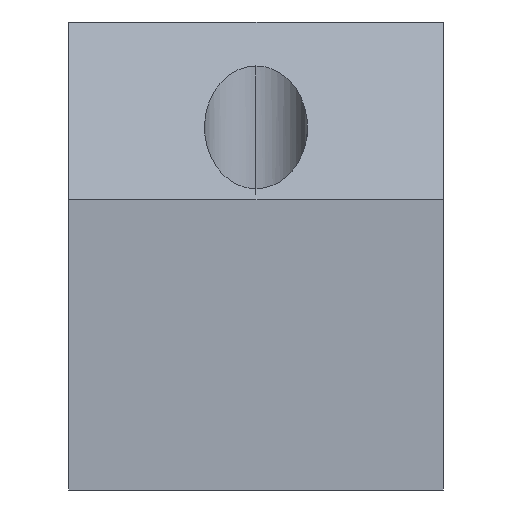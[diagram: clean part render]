
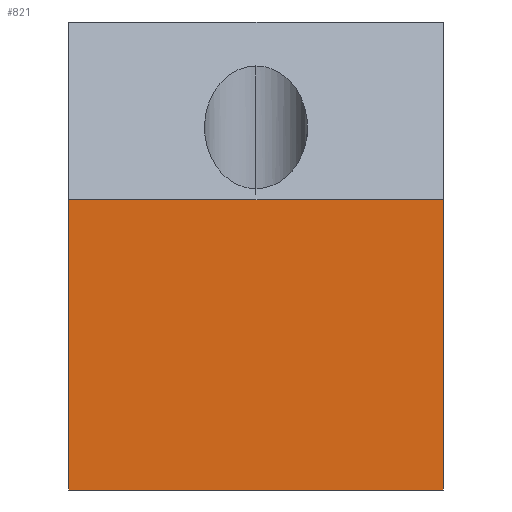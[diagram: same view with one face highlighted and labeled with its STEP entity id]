
A CAD part, left-side view. The second image highlights one B-rep face of the part: STEP entity #821.
In plain terms, the highlighted planar face has unit normal (-1, 0, 0).
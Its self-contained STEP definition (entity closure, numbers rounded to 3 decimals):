
#1 = LINE ( 'NONE', #1148, #292 ) ;
#28 = EDGE_CURVE ( 'NONE', #30, #590, #1, .T. ) ;
#30 = VERTEX_POINT ( 'NONE', #211 ) ;
#56 = CARTESIAN_POINT ( 'NONE',  ( -68., 20., 6. ) ) ;
#69 = EDGE_CURVE ( 'NONE', #824, #432, #501, .T. ) ;
#94 = EDGE_CURVE ( 'NONE', #590, #432, #1119, .T. ) ;
#135 = ORIENTED_EDGE ( 'NONE', *, *, #69, .F. ) ;
#210 = PLANE ( 'NONE',  #1100 ) ;
#211 = CARTESIAN_POINT ( 'NONE',  ( -68., 20., 6. ) ) ;
#267 = CARTESIAN_POINT ( 'NONE',  ( -68., 20., -25. ) ) ;
#292 = VECTOR ( 'NONE', #1142, 1000. ) ;
#428 = FACE_OUTER_BOUND ( 'NONE', #1240, .T. ) ;
#432 = VERTEX_POINT ( 'NONE', #1070 ) ;
#501 = LINE ( 'NONE', #912, #1000 ) ;
#590 = VERTEX_POINT ( 'NONE', #267 ) ;
#626 = CARTESIAN_POINT ( 'NONE',  ( -68., 20., 25. ) ) ;
#704 = CARTESIAN_POINT ( 'NONE',  ( -68., 20., -25. ) ) ;
#772 = DIRECTION ( 'NONE',  ( 0., 1., 0. ) ) ;
#821 = ADVANCED_FACE ( 'NONE', ( #428 ), #210, .F. ) ;
#824 = VERTEX_POINT ( 'NONE', #1253 ) ;
#907 = VECTOR ( 'NONE', #1320, 1000. ) ;
#912 = CARTESIAN_POINT ( 'NONE',  ( -68., -20., 25. ) ) ;
#933 = ORIENTED_EDGE ( 'NONE', *, *, #28, .T. ) ;
#1000 = VECTOR ( 'NONE', #1114, 1000. ) ;
#1040 = DIRECTION ( 'NONE',  ( 1., 0., 0. ) ) ;
#1070 = CARTESIAN_POINT ( 'NONE',  ( -68., -20., -25. ) ) ;
#1079 = VECTOR ( 'NONE', #772, 1000. ) ;
#1100 = AXIS2_PLACEMENT_3D ( 'NONE', #626, #1040, #1342 ) ;
#1114 = DIRECTION ( 'NONE',  ( 0., 0., -1. ) ) ;
#1119 = LINE ( 'NONE', #704, #907 ) ;
#1136 = EDGE_CURVE ( 'NONE', #824, #30, #1285, .T. ) ;
#1142 = DIRECTION ( 'NONE',  ( 0., 0., -1. ) ) ;
#1148 = CARTESIAN_POINT ( 'NONE',  ( -68., 20., 25. ) ) ;
#1240 = EDGE_LOOP ( 'NONE', ( #135, #1345, #933, #1267 ) ) ;
#1253 = CARTESIAN_POINT ( 'NONE',  ( -68., -20., 6. ) ) ;
#1267 = ORIENTED_EDGE ( 'NONE', *, *, #94, .T. ) ;
#1285 = LINE ( 'NONE', #56, #1079 ) ;
#1320 = DIRECTION ( 'NONE',  ( 0., -1., 0. ) ) ;
#1342 = DIRECTION ( 'NONE',  ( 0., 0., -1. ) ) ;
#1345 = ORIENTED_EDGE ( 'NONE', *, *, #1136, .T. ) ;
